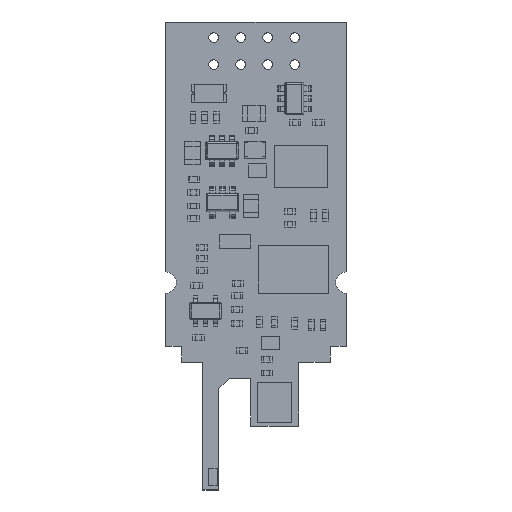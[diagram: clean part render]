
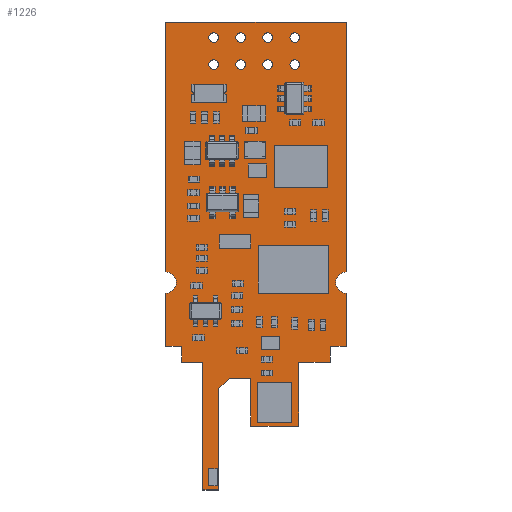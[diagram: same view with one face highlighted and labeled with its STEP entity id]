
A CAD part, top view. The second image highlights one B-rep face of the part: STEP entity #1226.
In plain terms, the highlighted planar face has unit normal (0, 0, 1).
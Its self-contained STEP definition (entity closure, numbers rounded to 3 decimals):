
#261 = VERTEX_POINT('',#262);
#262 = CARTESIAN_POINT('',(3.5,-12.,0.599));
#268 = EDGE_CURVE('',#261,#269,#271,.T.);
#269 = VERTEX_POINT('',#270);
#270 = CARTESIAN_POINT('',(3.5,0.,0.599));
#271 = LINE('',#272,#273);
#272 = CARTESIAN_POINT('',(3.5,-12.,0.599));
#273 = VECTOR('',#274,1.);
#274 = DIRECTION('',(0.,1.,0.));
#301 = VERTEX_POINT('',#302);
#302 = CARTESIAN_POINT('',(5.,-12.,0.599));
#308 = EDGE_CURVE('',#301,#261,#309,.T.);
#309 = LINE('',#310,#311);
#310 = CARTESIAN_POINT('',(5.,-12.,0.599));
#311 = VECTOR('',#312,1.);
#312 = DIRECTION('',(-1.,0.,0.));
#330 = EDGE_CURVE('',#269,#331,#333,.T.);
#331 = VERTEX_POINT('',#332);
#332 = CARTESIAN_POINT('',(1.5,0.,0.599));
#333 = LINE('',#334,#335);
#334 = CARTESIAN_POINT('',(3.5,0.,0.599));
#335 = VECTOR('',#336,1.);
#336 = DIRECTION('',(-1.,0.,0.));
#363 = VERTEX_POINT('',#364);
#364 = CARTESIAN_POINT('',(5.,-2.5,0.599));
#370 = EDGE_CURVE('',#363,#301,#371,.T.);
#371 = LINE('',#372,#373);
#372 = CARTESIAN_POINT('',(5.,-2.5,0.599));
#373 = VECTOR('',#374,1.);
#374 = DIRECTION('',(0.,-1.,0.));
#392 = EDGE_CURVE('',#331,#393,#395,.T.);
#393 = VERTEX_POINT('',#394);
#394 = CARTESIAN_POINT('',(1.5,1.5,0.599));
#395 = LINE('',#396,#397);
#396 = CARTESIAN_POINT('',(1.5,0.,0.599));
#397 = VECTOR('',#398,1.);
#398 = DIRECTION('',(0.,1.,0.));
#425 = VERTEX_POINT('',#426);
#426 = CARTESIAN_POINT('',(6.,-1.5,0.599));
#432 = EDGE_CURVE('',#425,#363,#433,.T.);
#433 = LINE('',#434,#435);
#434 = CARTESIAN_POINT('',(6.,-1.5,0.599));
#435 = VECTOR('',#436,1.);
#436 = DIRECTION('',(-0.707,-0.707,0.));
#454 = EDGE_CURVE('',#393,#455,#457,.T.);
#455 = VERTEX_POINT('',#456);
#456 = CARTESIAN_POINT('',(0.,1.5,0.599));
#457 = LINE('',#458,#459);
#458 = CARTESIAN_POINT('',(1.5,1.5,0.599));
#459 = VECTOR('',#460,1.);
#460 = DIRECTION('',(-1.,0.,0.));
#487 = VERTEX_POINT('',#488);
#488 = CARTESIAN_POINT('',(8.,-1.5,0.599));
#494 = EDGE_CURVE('',#487,#425,#495,.T.);
#495 = LINE('',#496,#497);
#496 = CARTESIAN_POINT('',(8.,-1.5,0.599));
#497 = VECTOR('',#498,1.);
#498 = DIRECTION('',(-1.,0.,0.));
#516 = EDGE_CURVE('',#455,#517,#519,.T.);
#517 = VERTEX_POINT('',#518);
#518 = CARTESIAN_POINT('',(0.,6.498,0.599
    ));
#519 = LINE('',#520,#521);
#520 = CARTESIAN_POINT('',(0.,1.5,0.599));
#521 = VECTOR('',#522,1.);
#522 = DIRECTION('',(0.,1.,0.));
#549 = VERTEX_POINT('',#550);
#550 = CARTESIAN_POINT('',(8.,-6.,0.599));
#556 = EDGE_CURVE('',#549,#487,#557,.T.);
#557 = LINE('',#558,#559);
#558 = CARTESIAN_POINT('',(8.,-6.,0.599));
#559 = VECTOR('',#560,1.);
#560 = DIRECTION('',(0.,1.,0.));
#578 = EDGE_CURVE('',#517,#579,#581,.T.);
#579 = VERTEX_POINT('',#580);
#580 = CARTESIAN_POINT('',(0.,8.502,0.599
    ));
#581 = CIRCLE('',#582,1.002);
#582 = AXIS2_PLACEMENT_3D('',#583,#584,#585);
#583 = CARTESIAN_POINT('',(0.,7.5,0.599));
#584 = DIRECTION('',(0.,0.,1.));
#585 = DIRECTION('',(0.,-1.,0.));
#613 = VERTEX_POINT('',#614);
#614 = CARTESIAN_POINT('',(12.5,-6.,0.599));
#620 = EDGE_CURVE('',#613,#549,#621,.T.);
#621 = LINE('',#622,#623);
#622 = CARTESIAN_POINT('',(12.5,-6.,0.599));
#623 = VECTOR('',#624,1.);
#624 = DIRECTION('',(-1.,0.,0.));
#642 = EDGE_CURVE('',#579,#643,#645,.T.);
#643 = VERTEX_POINT('',#644);
#644 = CARTESIAN_POINT('',(0.,32.,0.599));
#645 = LINE('',#646,#647);
#646 = CARTESIAN_POINT('',(0.,8.502,0.599));
#647 = VECTOR('',#648,1.);
#648 = DIRECTION('',(0.,1.,0.));
#675 = VERTEX_POINT('',#676);
#676 = CARTESIAN_POINT('',(12.5,0.,0.599));
#682 = EDGE_CURVE('',#675,#613,#683,.T.);
#683 = LINE('',#684,#685);
#684 = CARTESIAN_POINT('',(12.5,0.,0.599));
#685 = VECTOR('',#686,1.);
#686 = DIRECTION('',(0.,-1.,0.));
#704 = EDGE_CURVE('',#643,#705,#707,.T.);
#705 = VERTEX_POINT('',#706);
#706 = CARTESIAN_POINT('',(17.,32.,0.599));
#707 = LINE('',#708,#709);
#708 = CARTESIAN_POINT('',(0.,32.,0.599));
#709 = VECTOR('',#710,1.);
#710 = DIRECTION('',(1.,0.,0.));
#737 = VERTEX_POINT('',#738);
#738 = CARTESIAN_POINT('',(15.5,0.,0.599));
#744 = EDGE_CURVE('',#737,#675,#745,.T.);
#745 = LINE('',#746,#747);
#746 = CARTESIAN_POINT('',(15.5,0.,0.599));
#747 = VECTOR('',#748,1.);
#748 = DIRECTION('',(-1.,0.,0.));
#766 = EDGE_CURVE('',#705,#767,#769,.T.);
#767 = VERTEX_POINT('',#768);
#768 = CARTESIAN_POINT('',(17.,8.502,0.599));
#769 = LINE('',#770,#771);
#770 = CARTESIAN_POINT('',(17.,32.,0.599));
#771 = VECTOR('',#772,1.);
#772 = DIRECTION('',(0.,-1.,0.));
#799 = VERTEX_POINT('',#800);
#800 = CARTESIAN_POINT('',(15.5,1.5,0.599));
#806 = EDGE_CURVE('',#799,#737,#807,.T.);
#807 = LINE('',#808,#809);
#808 = CARTESIAN_POINT('',(15.5,1.5,0.599));
#809 = VECTOR('',#810,1.);
#810 = DIRECTION('',(0.,-1.,0.));
#828 = EDGE_CURVE('',#767,#829,#831,.T.);
#829 = VERTEX_POINT('',#830);
#830 = CARTESIAN_POINT('',(17.,6.498,0.599));
#831 = CIRCLE('',#832,1.002);
#832 = AXIS2_PLACEMENT_3D('',#833,#834,#835);
#833 = CARTESIAN_POINT('',(17.,7.5,0.599));
#834 = DIRECTION('',(0.,0.,1.));
#835 = DIRECTION('',(0.,1.,0.));
#863 = VERTEX_POINT('',#864);
#864 = CARTESIAN_POINT('',(17.,1.5,0.599));
#870 = EDGE_CURVE('',#863,#799,#871,.T.);
#871 = LINE('',#872,#873);
#872 = CARTESIAN_POINT('',(17.,1.5,0.599));
#873 = VECTOR('',#874,1.);
#874 = DIRECTION('',(-1.,0.,0.));
#892 = EDGE_CURVE('',#829,#863,#893,.T.);
#893 = LINE('',#894,#895);
#894 = CARTESIAN_POINT('',(17.,6.498,0.599));
#895 = VECTOR('',#896,1.);
#896 = DIRECTION('',(0.,-1.,0.));
#916 = VERTEX_POINT('',#917);
#917 = CARTESIAN_POINT('',(4.97,30.54,0.599));
#923 = EDGE_CURVE('',#916,#916,#924,.T.);
#924 = CIRCLE('',#925,0.45);
#925 = AXIS2_PLACEMENT_3D('',#926,#927,#928);
#926 = CARTESIAN_POINT('',(4.52,30.54,0.599));
#927 = DIRECTION('',(0.,0.,1.));
#928 = DIRECTION('',(1.,0.,0.));
#949 = VERTEX_POINT('',#950);
#950 = CARTESIAN_POINT('',(7.51,30.54,0.599));
#956 = EDGE_CURVE('',#949,#949,#957,.T.);
#957 = CIRCLE('',#958,0.45);
#958 = AXIS2_PLACEMENT_3D('',#959,#960,#961);
#959 = CARTESIAN_POINT('',(7.06,30.54,0.599));
#960 = DIRECTION('',(0.,0.,1.));
#961 = DIRECTION('',(1.,0.,0.));
#982 = VERTEX_POINT('',#983);
#983 = CARTESIAN_POINT('',(12.59,30.54,0.599));
#989 = EDGE_CURVE('',#982,#982,#990,.T.);
#990 = CIRCLE('',#991,0.45);
#991 = AXIS2_PLACEMENT_3D('',#992,#993,#994);
#992 = CARTESIAN_POINT('',(12.14,30.54,0.599));
#993 = DIRECTION('',(0.,0.,1.));
#994 = DIRECTION('',(1.,0.,0.));
#1015 = VERTEX_POINT('',#1016);
#1016 = CARTESIAN_POINT('',(10.05,30.54,0.599));
#1022 = EDGE_CURVE('',#1015,#1015,#1023,.T.);
#1023 = CIRCLE('',#1024,0.45);
#1024 = AXIS2_PLACEMENT_3D('',#1025,#1026,#1027);
#1025 = CARTESIAN_POINT('',(9.6,30.54,0.599));
#1026 = DIRECTION('',(0.,0.,1.));
#1027 = DIRECTION('',(1.,0.,0.));
#1048 = VERTEX_POINT('',#1049);
#1049 = CARTESIAN_POINT('',(10.05,28.,0.599));
#1055 = EDGE_CURVE('',#1048,#1048,#1056,.T.);
#1056 = CIRCLE('',#1057,0.45);
#1057 = AXIS2_PLACEMENT_3D('',#1058,#1059,#1060);
#1058 = CARTESIAN_POINT('',(9.6,28.,0.599));
#1059 = DIRECTION('',(0.,0.,1.));
#1060 = DIRECTION('',(1.,0.,0.));
#1081 = VERTEX_POINT('',#1082);
#1082 = CARTESIAN_POINT('',(4.97,28.,0.599));
#1088 = EDGE_CURVE('',#1081,#1081,#1089,.T.);
#1089 = CIRCLE('',#1090,0.45);
#1090 = AXIS2_PLACEMENT_3D('',#1091,#1092,#1093);
#1091 = CARTESIAN_POINT('',(4.52,28.,0.599));
#1092 = DIRECTION('',(0.,0.,1.));
#1093 = DIRECTION('',(1.,0.,0.));
#1114 = VERTEX_POINT('',#1115);
#1115 = CARTESIAN_POINT('',(7.51,28.,0.599));
#1121 = EDGE_CURVE('',#1114,#1114,#1122,.T.);
#1122 = CIRCLE('',#1123,0.45);
#1123 = AXIS2_PLACEMENT_3D('',#1124,#1125,#1126);
#1124 = CARTESIAN_POINT('',(7.06,28.,0.599));
#1125 = DIRECTION('',(0.,0.,1.));
#1126 = DIRECTION('',(1.,0.,0.));
#1147 = VERTEX_POINT('',#1148);
#1148 = CARTESIAN_POINT('',(12.59,28.,0.599));
#1154 = EDGE_CURVE('',#1147,#1147,#1155,.T.);
#1155 = CIRCLE('',#1156,0.45);
#1156 = AXIS2_PLACEMENT_3D('',#1157,#1158,#1159);
#1157 = CARTESIAN_POINT('',(12.14,28.,0.599));
#1158 = DIRECTION('',(0.,0.,1.));
#1159 = DIRECTION('',(1.,0.,0.));
#1226 = ADVANCED_FACE('',(#1227,#1250,#1253,#1256,#1259,#1262,#1265,
    #1268,#1271),#1274,.F.);
#1227 = FACE_BOUND('',#1228,.F.);
#1228 = EDGE_LOOP('',(#1229,#1230,#1231,#1232,#1233,#1234,#1235,#1236,
    #1237,#1238,#1239,#1240,#1241,#1242,#1243,#1244,#1245,#1246,#1247,
    #1248,#1249));
#1229 = ORIENTED_EDGE('',*,*,#268,.T.);
#1230 = ORIENTED_EDGE('',*,*,#330,.T.);
#1231 = ORIENTED_EDGE('',*,*,#392,.T.);
#1232 = ORIENTED_EDGE('',*,*,#454,.T.);
#1233 = ORIENTED_EDGE('',*,*,#516,.T.);
#1234 = ORIENTED_EDGE('',*,*,#578,.T.);
#1235 = ORIENTED_EDGE('',*,*,#642,.T.);
#1236 = ORIENTED_EDGE('',*,*,#704,.T.);
#1237 = ORIENTED_EDGE('',*,*,#766,.T.);
#1238 = ORIENTED_EDGE('',*,*,#828,.T.);
#1239 = ORIENTED_EDGE('',*,*,#892,.T.);
#1240 = ORIENTED_EDGE('',*,*,#870,.T.);
#1241 = ORIENTED_EDGE('',*,*,#806,.T.);
#1242 = ORIENTED_EDGE('',*,*,#744,.T.);
#1243 = ORIENTED_EDGE('',*,*,#682,.T.);
#1244 = ORIENTED_EDGE('',*,*,#620,.T.);
#1245 = ORIENTED_EDGE('',*,*,#556,.T.);
#1246 = ORIENTED_EDGE('',*,*,#494,.T.);
#1247 = ORIENTED_EDGE('',*,*,#432,.T.);
#1248 = ORIENTED_EDGE('',*,*,#370,.T.);
#1249 = ORIENTED_EDGE('',*,*,#308,.T.);
#1250 = FACE_BOUND('',#1251,.F.);
#1251 = EDGE_LOOP('',(#1252));
#1252 = ORIENTED_EDGE('',*,*,#923,.T.);
#1253 = FACE_BOUND('',#1254,.F.);
#1254 = EDGE_LOOP('',(#1255));
#1255 = ORIENTED_EDGE('',*,*,#956,.T.);
#1256 = FACE_BOUND('',#1257,.F.);
#1257 = EDGE_LOOP('',(#1258));
#1258 = ORIENTED_EDGE('',*,*,#989,.T.);
#1259 = FACE_BOUND('',#1260,.F.);
#1260 = EDGE_LOOP('',(#1261));
#1261 = ORIENTED_EDGE('',*,*,#1022,.T.);
#1262 = FACE_BOUND('',#1263,.F.);
#1263 = EDGE_LOOP('',(#1264));
#1264 = ORIENTED_EDGE('',*,*,#1055,.T.);
#1265 = FACE_BOUND('',#1266,.F.);
#1266 = EDGE_LOOP('',(#1267));
#1267 = ORIENTED_EDGE('',*,*,#1088,.T.);
#1268 = FACE_BOUND('',#1269,.F.);
#1269 = EDGE_LOOP('',(#1270));
#1270 = ORIENTED_EDGE('',*,*,#1121,.T.);
#1271 = FACE_BOUND('',#1272,.F.);
#1272 = EDGE_LOOP('',(#1273));
#1273 = ORIENTED_EDGE('',*,*,#1154,.T.);
#1274 = PLANE('',#1275);
#1275 = AXIS2_PLACEMENT_3D('',#1276,#1277,#1278);
#1276 = CARTESIAN_POINT('',(3.5,-12.,0.599));
#1277 = DIRECTION('',(0.,0.,-1.));
#1278 = DIRECTION('',(-1.,0.,0.));
